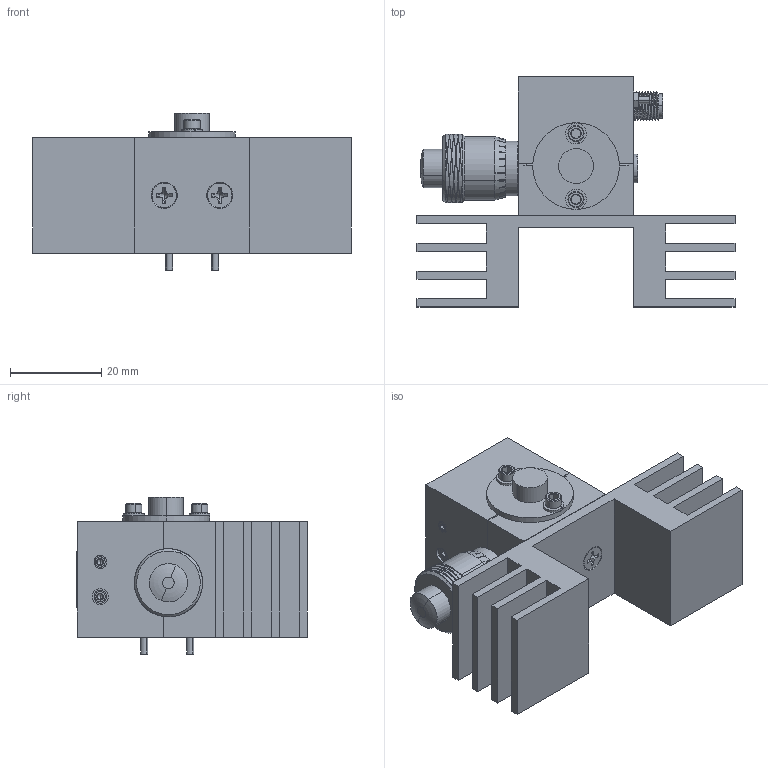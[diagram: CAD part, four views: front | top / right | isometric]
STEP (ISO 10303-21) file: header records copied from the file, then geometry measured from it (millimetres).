
FILE_DESCRIPTION (( 'STEP AP203' ), '1' );
FILE_NAME ('SOM-77302315-12-M1.STEP', '2019-03-26T16:51:00', ( '' ), ( '' ), 'SwSTEP 2.0', 'SolidWorks 2016', '' );
FILE_SCHEMA (( 'CONFIG_CONTROL_DESIGN' ));
Products named in the file (1): SOM-77302315-12-M1
Bounding box: 69.85 x 50.57 x 34.61 mm (x, y, z)
Volume: 35253.3 mm3; surface area: 26810.5 mm2
Topology: 25 solids, 25 shells, 2361 faces, 6422 edges, 4170 vertices
Faces by surface type: plane 887, bspline 654, cylinder 576, cone 242, torus 2
Entity records: 111612 total; most frequent: CARTESIAN_POINT 59287, ORIENTED_EDGE 12676, DIRECTION 8193, EDGE_CURVE 6338, VERTEX_POINT 4170, LINE 3125, VECTOR 3125, EDGE_LOOP 2540
